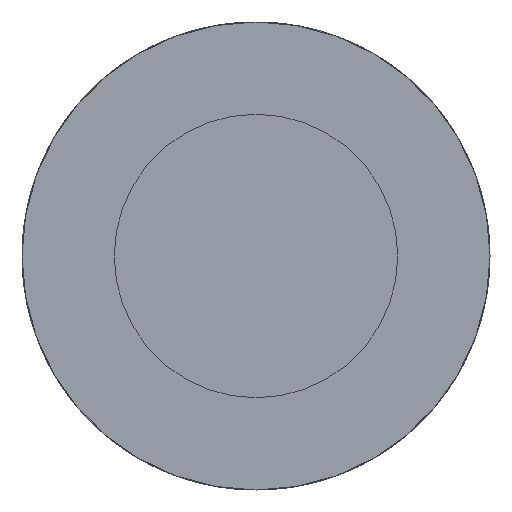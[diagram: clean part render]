
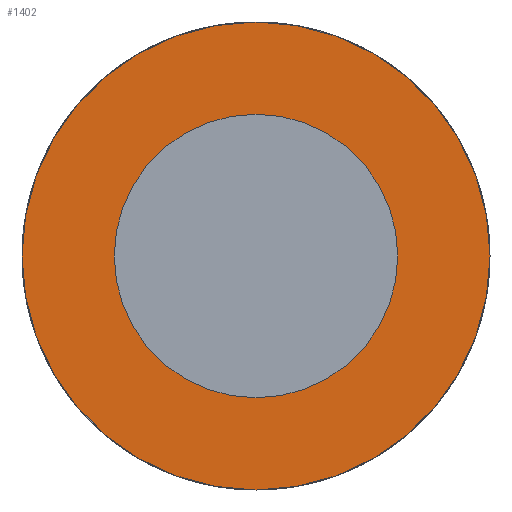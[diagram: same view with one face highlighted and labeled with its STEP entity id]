
A CAD part, front view. The second image highlights one B-rep face of the part: STEP entity #1402.
In plain terms, the highlighted planar face has unit normal (0, -1, 0).
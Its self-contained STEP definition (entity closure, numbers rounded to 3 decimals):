
#105 = ORIENTED_EDGE ( 'NONE', *, *, #2045, .T. ) ;
#165 = CIRCLE ( 'NONE', #3568, 8.5 ) ;
#207 = DIRECTION ( 'NONE',  ( 0., 0., -1. ) ) ;
#236 = EDGE_CURVE ( 'NONE', #5294, #2875, #165, .T. ) ;
#300 = DIRECTION ( 'NONE',  ( 0., 0., -1. ) ) ;
#340 = DIRECTION ( 'NONE',  ( 0., 0., -1. ) ) ;
#380 = AXIS2_PLACEMENT_3D ( 'NONE', #5497, #4578, #340 ) ;
#628 = DIRECTION ( 'NONE',  ( 0., -1., 0. ) ) ;
#764 = FACE_BOUND ( 'NONE', #1969, .T. ) ;
#910 = CIRCLE ( 'NONE', #3343, 5.15 ) ;
#1402 = ADVANCED_FACE ( 'NONE', ( #4183, #764 ), #2101, .T. ) ;
#1840 = EDGE_LOOP ( 'NONE', ( #3108, #105 ) ) ;
#1897 = AXIS2_PLACEMENT_3D ( 'NONE', #4469, #628, #207 ) ;
#1924 = DIRECTION ( 'NONE',  ( 0., -1., 0. ) ) ;
#1969 = EDGE_LOOP ( 'NONE', ( #2024, #3168 ) ) ;
#2024 = ORIENTED_EDGE ( 'NONE', *, *, #4276, .F. ) ;
#2045 = EDGE_CURVE ( 'NONE', #2875, #5294, #2075, .T. ) ;
#2075 = CIRCLE ( 'NONE', #4237, 8.5 ) ;
#2101 = PLANE ( 'NONE',  #380 ) ;
#2204 = CARTESIAN_POINT ( 'NONE',  ( 0., -3.3, 0. ) ) ;
#2235 = DIRECTION ( 'NONE',  ( 0., -1., 0. ) ) ;
#2506 = DIRECTION ( 'NONE',  ( 0., 0., -1. ) ) ;
#2875 = VERTEX_POINT ( 'NONE', #3623 ) ;
#3108 = ORIENTED_EDGE ( 'NONE', *, *, #236, .T. ) ;
#3168 = ORIENTED_EDGE ( 'NONE', *, *, #4869, .F. ) ;
#3343 = AXIS2_PLACEMENT_3D ( 'NONE', #4637, #5106, #2506 ) ;
#3568 = AXIS2_PLACEMENT_3D ( 'NONE', #5401, #1924, #300 ) ;
#3623 = CARTESIAN_POINT ( 'NONE',  ( 0., -3.3, -8.5 ) ) ;
#3909 = CARTESIAN_POINT ( 'NONE',  ( 0., -3.3, 8.5 ) ) ;
#4103 = CARTESIAN_POINT ( 'NONE',  ( 0., -3.3, -5.15 ) ) ;
#4183 = FACE_OUTER_BOUND ( 'NONE', #1840, .T. ) ;
#4237 = AXIS2_PLACEMENT_3D ( 'NONE', #2204, #2235, #5207 ) ;
#4276 = EDGE_CURVE ( 'NONE', #4788, #4426, #4317, .T. ) ;
#4317 = CIRCLE ( 'NONE', #1897, 5.15 ) ;
#4426 = VERTEX_POINT ( 'NONE', #4103 ) ;
#4469 = CARTESIAN_POINT ( 'NONE',  ( 0., -3.3, 0. ) ) ;
#4578 = DIRECTION ( 'NONE',  ( 0., -1., 0. ) ) ;
#4608 = CARTESIAN_POINT ( 'NONE',  ( 0., -3.3, 5.15 ) ) ;
#4637 = CARTESIAN_POINT ( 'NONE',  ( 0., -3.3, 0. ) ) ;
#4788 = VERTEX_POINT ( 'NONE', #4608 ) ;
#4869 = EDGE_CURVE ( 'NONE', #4426, #4788, #910, .T. ) ;
#5106 = DIRECTION ( 'NONE',  ( 0., -1., 0. ) ) ;
#5207 = DIRECTION ( 'NONE',  ( 0., 0., -1. ) ) ;
#5294 = VERTEX_POINT ( 'NONE', #3909 ) ;
#5401 = CARTESIAN_POINT ( 'NONE',  ( 0., -3.3, 0. ) ) ;
#5497 = CARTESIAN_POINT ( 'NONE',  ( 0., -3.3, 0. ) ) ;
